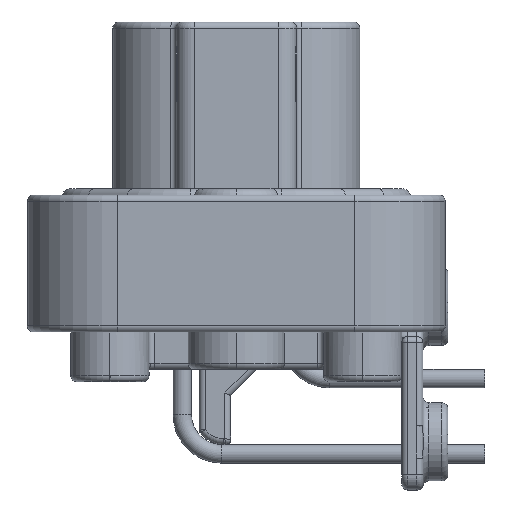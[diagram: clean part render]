
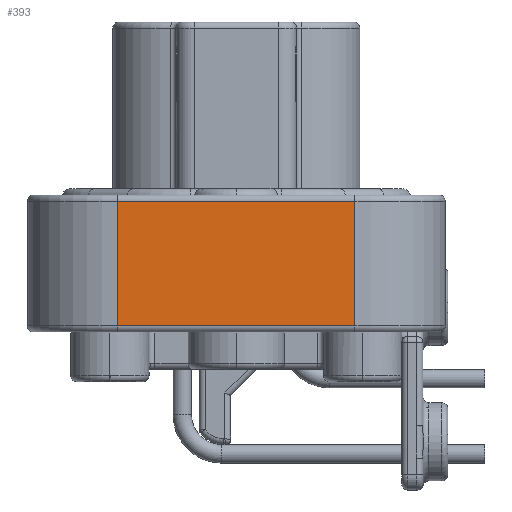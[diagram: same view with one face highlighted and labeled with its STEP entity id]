
A CAD part, left-side view. The second image highlights one B-rep face of the part: STEP entity #393.
In plain terms, the highlighted planar face has unit normal (-1, 0, 0).
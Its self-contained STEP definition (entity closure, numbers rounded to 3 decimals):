
#393=ADVANCED_FACE('',(#1425),#1426,.T.);
#1425=FACE_OUTER_BOUND('',#3884,.T.);
#1426=PLANE('',#3885);
#3884=EDGE_LOOP('',(#8502,#8503,#8504,#8505));
#3885=AXIS2_PLACEMENT_3D('',#8506,#8507,#8508);
#8502=ORIENTED_EDGE('',*,*,#11650,.T.);
#8503=ORIENTED_EDGE('',*,*,#11646,.F.);
#8504=ORIENTED_EDGE('',*,*,#11651,.F.);
#8505=ORIENTED_EDGE('',*,*,#11305,.F.);
#8506=CARTESIAN_POINT('',(-20.892,-10.008,-14.834));
#8507=DIRECTION('',(-1.0,0.0,0.0));
#8508=DIRECTION('',(0.0,0.0,1.0));
#11305=EDGE_CURVE('',#13452,#13455,#13456,.T.);
#11646=EDGE_CURVE('',#13984,#13987,#13988,.T.);
#11650=EDGE_CURVE('',#13452,#13987,#13992,.T.);
#11651=EDGE_CURVE('',#13455,#13984,#13993,.T.);
#13452=VERTEX_POINT('',#17793);
#13455=VERTEX_POINT('',#17796);
#13456=LINE('',#17797,#17798);
#13984=VERTEX_POINT('',#18629);
#13987=VERTEX_POINT('',#18632);
#13988=LINE('',#18633,#18634);
#13992=LINE('',#18638,#18639);
#13993=LINE('',#18640,#18641);
#17793=CARTESIAN_POINT('',(-20.892,-10.008,-25.654));
#17796=CARTESIAN_POINT('',(-20.892,10.008,-25.654));
#17797=CARTESIAN_POINT('',(-20.892,-10.008,-25.654));
#17798=VECTOR('',#21468,20.015);
#18629=CARTESIAN_POINT('',(-20.892,10.008,-15.113));
#18632=CARTESIAN_POINT('',(-20.892,-10.008,-15.113));
#18633=CARTESIAN_POINT('',(-20.892,10.008,-15.113));
#18634=VECTOR('',#22106,20.015);
#18638=CARTESIAN_POINT('',(-20.892,-10.008,-25.654));
#18639=VECTOR('',#22116,10.541);
#18640=CARTESIAN_POINT('',(-20.892,10.008,-25.654));
#18641=VECTOR('',#22117,10.541);
#21468=DIRECTION('',(0.0,1.0,0.0));
#22106=DIRECTION('',(0.0,-1.0,0.0));
#22116=DIRECTION('',(0.0,0.0,1.0));
#22117=DIRECTION('',(0.0,0.0,1.0));
